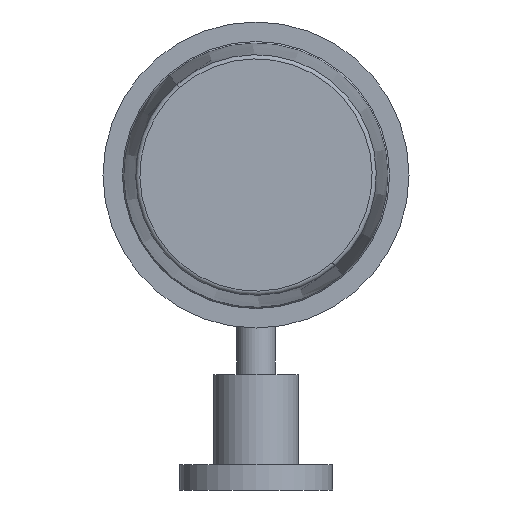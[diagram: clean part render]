
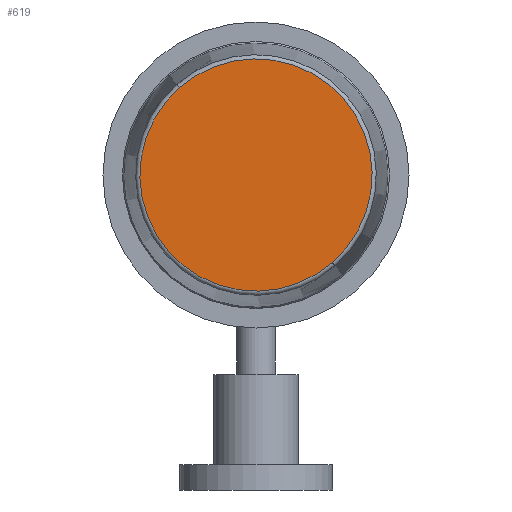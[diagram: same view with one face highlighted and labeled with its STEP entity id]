
A CAD part, front view. The second image highlights one B-rep face of the part: STEP entity #619.
In plain terms, the highlighted planar face has unit normal (0, -1, 0).
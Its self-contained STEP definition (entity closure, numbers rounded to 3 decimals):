
#3 = CARTESIAN_POINT ( 'NONE',  ( -41.744, 0., 0. ) ) ;
#184 = CARTESIAN_POINT ( 'NONE',  ( 41.744, 0., 0. ) ) ;
#202 = EDGE_LOOP ( 'NONE', ( #2027, #841 ) ) ;
#397 = AXIS2_PLACEMENT_3D ( 'NONE', #1205, #1944, #1460 ) ;
#498 = DIRECTION ( 'NONE',  ( 1., 0., 0. ) ) ;
#563 = CIRCLE ( 'NONE', #1749, 41.744 ) ;
#619 = ADVANCED_FACE ( 'NONE', ( #1456 ), #1003, .T. ) ;
#722 = DIRECTION ( 'NONE',  ( 0., -1., 0. ) ) ;
#820 = EDGE_CURVE ( 'NONE', #1696, #910, #563, .T. ) ;
#822 = AXIS2_PLACEMENT_3D ( 'NONE', #1890, #722, #2157 ) ;
#841 = ORIENTED_EDGE ( 'NONE', *, *, #1940, .T. ) ;
#860 = CIRCLE ( 'NONE', #822, 41.744 ) ;
#910 = VERTEX_POINT ( 'NONE', #3 ) ;
#1003 = PLANE ( 'NONE',  #397 ) ;
#1205 = CARTESIAN_POINT ( 'NONE',  ( -43.187, 0., 0. ) ) ;
#1209 = CARTESIAN_POINT ( 'NONE',  ( 0., 0., 0. ) ) ;
#1456 = FACE_OUTER_BOUND ( 'NONE', #202, .T. ) ;
#1460 = DIRECTION ( 'NONE',  ( 1., 0., 0. ) ) ;
#1472 = DIRECTION ( 'NONE',  ( 0., -1., 0. ) ) ;
#1696 = VERTEX_POINT ( 'NONE', #184 ) ;
#1749 = AXIS2_PLACEMENT_3D ( 'NONE', #1209, #1472, #498 ) ;
#1890 = CARTESIAN_POINT ( 'NONE',  ( 0., 0., 0. ) ) ;
#1940 = EDGE_CURVE ( 'NONE', #910, #1696, #860, .T. ) ;
#1944 = DIRECTION ( 'NONE',  ( 0., -1., 0. ) ) ;
#2027 = ORIENTED_EDGE ( 'NONE', *, *, #820, .T. ) ;
#2157 = DIRECTION ( 'NONE',  ( 1., 0., 0. ) ) ;
